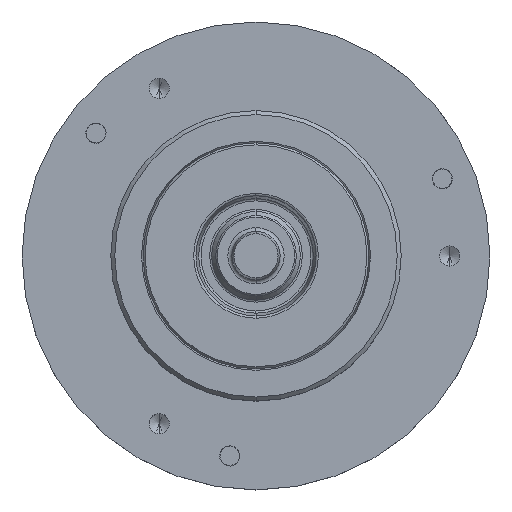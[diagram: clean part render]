
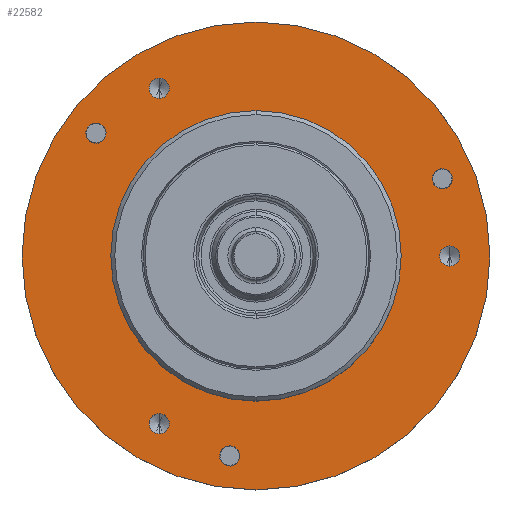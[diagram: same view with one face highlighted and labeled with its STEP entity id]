
A CAD part, top view. The second image highlights one B-rep face of the part: STEP entity #22582.
In plain terms, the highlighted planar face has unit normal (0, 0, 1).
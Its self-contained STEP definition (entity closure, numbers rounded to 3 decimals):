
#4045=CARTESIAN_POINT('',(0.,0.,17.));
#4046=DIRECTION('',(0.,0.,1.));
#4047=DIRECTION('',(1.,0.,0.));
#4048=AXIS2_PLACEMENT_3D('',#4045,#4046,#4047);
#4050=CARTESIAN_POINT('',(0.,0.,17.));
#4051=DIRECTION('',(0.,0.,1.));
#4052=DIRECTION('',(-1.,0.,0.));
#4053=AXIS2_PLACEMENT_3D('',#4050,#4051,#4052);
#4055=CARTESIAN_POINT('',(-19.834,15.219,17.));
#4056=DIRECTION('',(0.,0.,-1.));
#4057=DIRECTION('',(-0.793,0.609,0.));
#4058=AXIS2_PLACEMENT_3D('',#4055,#4056,#4057);
#4060=CARTESIAN_POINT('',(-19.834,15.219,17.));
#4061=DIRECTION('',(0.,0.,-1.));
#4062=DIRECTION('',(0.793,-0.609,0.));
#4063=AXIS2_PLACEMENT_3D('',#4060,#4061,#4062);
#4065=CARTESIAN_POINT('',(-3.263,-24.786,17.));
#4066=DIRECTION('',(0.,0.,-1.));
#4067=DIRECTION('',(-0.131,-0.991,0.));
#4068=AXIS2_PLACEMENT_3D('',#4065,#4066,#4067);
#4070=CARTESIAN_POINT('',(-3.263,-24.786,17.));
#4071=DIRECTION('',(0.,0.,-1.));
#4072=DIRECTION('',(0.131,0.991,0.));
#4073=AXIS2_PLACEMENT_3D('',#4070,#4071,#4072);
#4075=CARTESIAN_POINT('',(23.097,9.567,17.));
#4076=DIRECTION('',(0.,0.,-1.));
#4077=DIRECTION('',(0.924,0.383,0.));
#4078=AXIS2_PLACEMENT_3D('',#4075,#4076,#4077);
#4080=CARTESIAN_POINT('',(23.097,9.567,17.));
#4081=DIRECTION('',(0.,0.,-1.));
#4082=DIRECTION('',(-0.924,-0.383,0.));
#4083=AXIS2_PLACEMENT_3D('',#4080,#4081,#4082);
#4085=CARTESIAN_POINT('',(-12.,-20.785,17.));
#4086=DIRECTION('',(0.,0.,1.));
#4087=DIRECTION('',(0.,-1.,0.));
#4088=AXIS2_PLACEMENT_3D('',#4085,#4086,#4087);
#4090=CARTESIAN_POINT('',(-12.,-20.785,17.));
#4091=DIRECTION('',(0.,0.,1.));
#4092=DIRECTION('',(0.,1.,0.));
#4093=AXIS2_PLACEMENT_3D('',#4090,#4091,#4092);
#4095=CARTESIAN_POINT('',(-12.,20.785,17.));
#4096=DIRECTION('',(0.,0.,1.));
#4097=DIRECTION('',(0.,-1.,0.));
#4098=AXIS2_PLACEMENT_3D('',#4095,#4096,#4097);
#4100=CARTESIAN_POINT('',(-12.,20.785,17.));
#4101=DIRECTION('',(0.,0.,1.));
#4102=DIRECTION('',(0.,1.,0.));
#4103=AXIS2_PLACEMENT_3D('',#4100,#4101,#4102);
#4105=CARTESIAN_POINT('',(24.,0.,17.));
#4106=DIRECTION('',(0.,0.,1.));
#4107=DIRECTION('',(0.,-1.,0.));
#4108=AXIS2_PLACEMENT_3D('',#4105,#4106,#4107);
#4110=CARTESIAN_POINT('',(24.,0.,17.));
#4111=DIRECTION('',(0.,0.,1.));
#4112=DIRECTION('',(0.,1.,0.));
#4113=AXIS2_PLACEMENT_3D('',#4110,#4111,#4112);
#4123=CARTESIAN_POINT('',(0.,0.,17.));
#4124=DIRECTION('',(0.,0.,1.));
#4125=DIRECTION('',(0.,1.,0.));
#4126=AXIS2_PLACEMENT_3D('',#4123,#4124,#4125);
#4160=CARTESIAN_POINT('',(0.,0.,17.));
#4161=DIRECTION('',(0.,0.,-1.));
#4162=DIRECTION('',(0.,1.,0.));
#4163=AXIS2_PLACEMENT_3D('',#4160,#4161,#4162);
#17465=CARTESIAN_POINT('',(0.,18.,17.));
#17466=CARTESIAN_POINT('',(0.,-18.,17.));
#17467=VERTEX_POINT('',#17465);
#17468=VERTEX_POINT('',#17466);
#17469=CARTESIAN_POINT('',(29.,0.,17.));
#17470=CARTESIAN_POINT('',(-29.,0.,17.));
#17471=VERTEX_POINT('',#17469);
#17472=VERTEX_POINT('',#17470);
#17473=CARTESIAN_POINT('',(-20.826,15.98,17.));
#17474=CARTESIAN_POINT('',(-18.842,14.458,17.));
#17475=VERTEX_POINT('',#17473);
#17476=VERTEX_POINT('',#17474);
#17477=CARTESIAN_POINT('',(-3.426,-26.025,17.));
#17478=CARTESIAN_POINT('',(-3.1,-23.547,17.));
#17479=VERTEX_POINT('',#17477);
#17480=VERTEX_POINT('',#17478);
#17481=CARTESIAN_POINT('',(24.252,10.045,17.));
#17482=CARTESIAN_POINT('',(21.942,9.089,17.));
#17483=VERTEX_POINT('',#17481);
#17484=VERTEX_POINT('',#17482);
#17491=CARTESIAN_POINT('',(-12.,-22.035,17.));
#17492=CARTESIAN_POINT('',(-12.,-19.535,17.));
#17493=VERTEX_POINT('',#17491);
#17494=VERTEX_POINT('',#17492);
#17501=CARTESIAN_POINT('',(-12.,19.535,17.));
#17502=CARTESIAN_POINT('',(-12.,22.035,17.));
#17503=VERTEX_POINT('',#17501);
#17504=VERTEX_POINT('',#17502);
#17511=CARTESIAN_POINT('',(24.,-1.25,17.));
#17512=CARTESIAN_POINT('',(24.,1.25,17.));
#17513=VERTEX_POINT('',#17511);
#17514=VERTEX_POINT('',#17512);
#22530=CARTESIAN_POINT('',(0.,0.,17.));
#22531=DIRECTION('',(0.,0.,-1.));
#22532=DIRECTION('',(0.,1.,0.));
#22533=AXIS2_PLACEMENT_3D('',#22530,#22531,#22532);
#22534=PLANE('',#22533);
#22535=ORIENTED_EDGE('',*,*,#22520,.F.);
#22537=ORIENTED_EDGE('',*,*,#22536,.F.);
#22538=EDGE_LOOP('',(#22535,#22537));
#22539=FACE_OUTER_BOUND('',#22538,.F.);
#22541=ORIENTED_EDGE('',*,*,#22540,.T.);
#22543=ORIENTED_EDGE('',*,*,#22542,.F.);
#22544=EDGE_LOOP('',(#22541,#22543));
#22545=FACE_BOUND('',#22544,.F.);
#22547=ORIENTED_EDGE('',*,*,#22546,.F.);
#22549=ORIENTED_EDGE('',*,*,#22548,.F.);
#22550=EDGE_LOOP('',(#22547,#22549));
#22551=FACE_BOUND('',#22550,.F.);
#22553=ORIENTED_EDGE('',*,*,#22552,.F.);
#22555=ORIENTED_EDGE('',*,*,#22554,.F.);
#22556=EDGE_LOOP('',(#22553,#22555));
#22557=FACE_BOUND('',#22556,.F.);
#22559=ORIENTED_EDGE('',*,*,#22558,.F.);
#22561=ORIENTED_EDGE('',*,*,#22560,.F.);
#22562=EDGE_LOOP('',(#22559,#22561));
#22563=FACE_BOUND('',#22562,.F.);
#22565=ORIENTED_EDGE('',*,*,#22564,.T.);
#22567=ORIENTED_EDGE('',*,*,#22566,.T.);
#22568=EDGE_LOOP('',(#22565,#22567));
#22569=FACE_BOUND('',#22568,.F.);
#22571=ORIENTED_EDGE('',*,*,#22570,.T.);
#22573=ORIENTED_EDGE('',*,*,#22572,.T.);
#22574=EDGE_LOOP('',(#22571,#22573));
#22575=FACE_BOUND('',#22574,.F.);
#22577=ORIENTED_EDGE('',*,*,#22576,.T.);
#22579=ORIENTED_EDGE('',*,*,#22578,.T.);
#22580=EDGE_LOOP('',(#22577,#22579));
#22581=FACE_BOUND('',#22580,.F.);
#4049=CIRCLE('',#4048,29.);
#4054=CIRCLE('',#4053,29.);
#4059=CIRCLE('',#4058,1.25);
#4064=CIRCLE('',#4063,1.25);
#4069=CIRCLE('',#4068,1.25);
#4074=CIRCLE('',#4073,1.25);
#4079=CIRCLE('',#4078,1.25);
#4084=CIRCLE('',#4083,1.25);
#4089=CIRCLE('',#4088,1.25);
#4094=CIRCLE('',#4093,1.25);
#4099=CIRCLE('',#4098,1.25);
#4104=CIRCLE('',#4103,1.25);
#4109=CIRCLE('',#4108,1.25);
#4114=CIRCLE('',#4113,1.25);
#4127=CIRCLE('',#4126,18.);
#4164=CIRCLE('',#4163,18.);
#22520=EDGE_CURVE('',#17471,#17472,#4049,.T.);
#22536=EDGE_CURVE('',#17472,#17471,#4054,.T.);
#22540=EDGE_CURVE('',#17467,#17468,#4127,.T.);
#22542=EDGE_CURVE('',#17467,#17468,#4164,.T.);
#22546=EDGE_CURVE('',#17475,#17476,#4059,.T.);
#22548=EDGE_CURVE('',#17476,#17475,#4064,.T.);
#22552=EDGE_CURVE('',#17479,#17480,#4069,.T.);
#22554=EDGE_CURVE('',#17480,#17479,#4074,.T.);
#22558=EDGE_CURVE('',#17483,#17484,#4079,.T.);
#22560=EDGE_CURVE('',#17484,#17483,#4084,.T.);
#22564=EDGE_CURVE('',#17493,#17494,#4089,.T.);
#22566=EDGE_CURVE('',#17494,#17493,#4094,.T.);
#22570=EDGE_CURVE('',#17503,#17504,#4099,.T.);
#22572=EDGE_CURVE('',#17504,#17503,#4104,.T.);
#22576=EDGE_CURVE('',#17513,#17514,#4109,.T.);
#22578=EDGE_CURVE('',#17514,#17513,#4114,.T.);
#22582=ADVANCED_FACE('',(#22539,#22545,#22551,#22557,#22563,#22569,#22575,
#22581),#22534,.F.);
